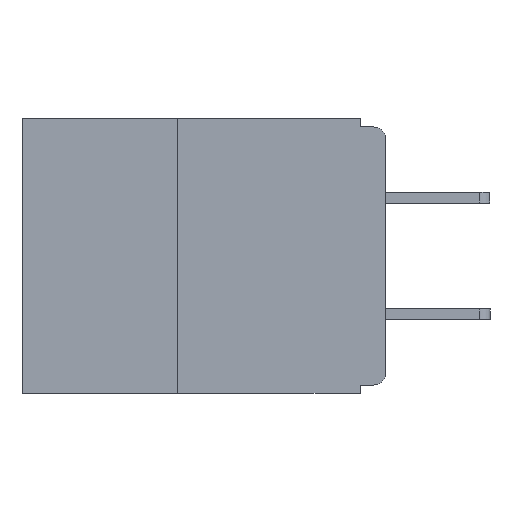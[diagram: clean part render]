
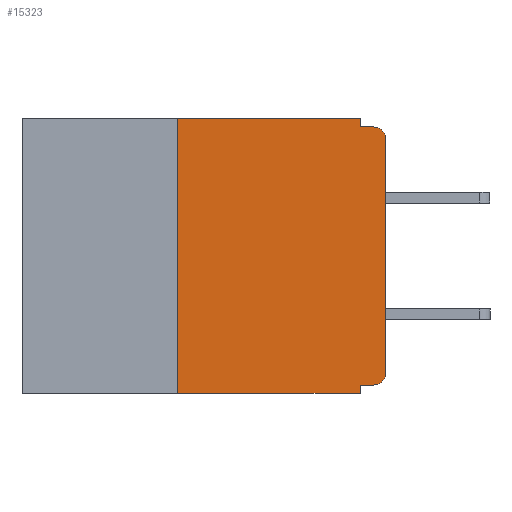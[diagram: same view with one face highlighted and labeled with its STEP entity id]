
A CAD part, left-side view. The second image highlights one B-rep face of the part: STEP entity #15323.
In plain terms, the highlighted planar face has unit normal (-1, 0, 0).
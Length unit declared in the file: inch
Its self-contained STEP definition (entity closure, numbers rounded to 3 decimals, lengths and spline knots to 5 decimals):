
#40 = DIRECTION ( 'NONE',  ( 0., 0., -1. ) ) ;
#480 = PLANE ( 'NONE',  #11434 ) ;
#580 = VECTOR ( 'NONE', #10138, 39.37008 ) ;
#1129 = DIRECTION ( 'NONE',  ( 0., 0., -1. ) ) ;
#1458 = LINE ( 'NONE', #3014, #10167 ) ;
#1871 = DIRECTION ( 'NONE',  ( 0., -1., 0. ) ) ;
#1899 = CARTESIAN_POINT ( 'NONE',  ( 0., 0.437, -0.33 ) ) ;
#2178 = DIRECTION ( 'NONE',  ( 1., 0., 0. ) ) ;
#3014 = CARTESIAN_POINT ( 'NONE',  ( 0., 0.031, -0.33 ) ) ;
#3423 = VECTOR ( 'NONE', #40, 39.37008 ) ;
#3441 = CIRCLE ( 'NONE', #7859, 0.015 ) ;
#3710 = CARTESIAN_POINT ( 'NONE',  ( 0., 0.031, -0.32 ) ) ;
#3753 = CARTESIAN_POINT ( 'NONE',  ( 0., 0., -0.01 ) ) ;
#3918 = EDGE_CURVE ( 'NONE', #14969, #4594, #14094, .T. ) ;
#4226 = LINE ( 'NONE', #12666, #12349 ) ;
#4594 = VERTEX_POINT ( 'NONE', #6985 ) ;
#4606 = CARTESIAN_POINT ( 'NONE',  ( 0., 0., -0.305 ) ) ;
#4668 = CIRCLE ( 'NONE', #12156, 0.015 ) ;
#6059 = EDGE_CURVE ( 'NONE', #16046, #6379, #4226, .T. ) ;
#6379 = VERTEX_POINT ( 'NONE', #3710 ) ;
#6874 = DIRECTION ( 'NONE',  ( 0., -1., 0. ) ) ;
#6985 = CARTESIAN_POINT ( 'NONE',  ( 0., 0.25, 0. ) ) ;
#7261 = CARTESIAN_POINT ( 'NONE',  ( 0., 0.015, -0.025 ) ) ;
#7296 = LINE ( 'NONE', #16519, #11632 ) ;
#7375 = CARTESIAN_POINT ( 'NONE',  ( 0., 0., 0. ) ) ;
#7859 = AXIS2_PLACEMENT_3D ( 'NONE', #7261, #18390, #8907 ) ;
#8061 = VERTEX_POINT ( 'NONE', #4606 ) ;
#8174 = CARTESIAN_POINT ( 'NONE',  ( 0., 0., -0.025 ) ) ;
#8300 = EDGE_CURVE ( 'NONE', #14969, #16122, #18187, .T. ) ;
#8727 = DIRECTION ( 'NONE',  ( 0., -1., 0. ) ) ;
#8907 = DIRECTION ( 'NONE',  ( 0., 0., -1. ) ) ;
#9421 = CARTESIAN_POINT ( 'NONE',  ( 0., 0.25, -0.33 ) ) ;
#9935 = VERTEX_POINT ( 'NONE', #15422 ) ;
#10138 = DIRECTION ( 'NONE',  ( 0., 0., 1. ) ) ;
#10167 = VECTOR ( 'NONE', #14360, 39.37008 ) ;
#10230 = VERTEX_POINT ( 'NONE', #8174 ) ;
#10322 = CARTESIAN_POINT ( 'NONE',  ( 0., 0.437, 0. ) ) ;
#10923 = DIRECTION ( 'NONE',  ( -1., 0., 0. ) ) ;
#11434 = AXIS2_PLACEMENT_3D ( 'NONE', #10322, #2178, #13533 ) ;
#11632 = VECTOR ( 'NONE', #6874, 39.37008 ) ;
#12078 = ORIENTED_EDGE ( 'NONE', *, *, #17614, .T. ) ;
#12156 = AXIS2_PLACEMENT_3D ( 'NONE', #20212, #10923, #1129 ) ;
#12253 = ORIENTED_EDGE ( 'NONE', *, *, #14762, .T. ) ;
#12340 = VECTOR ( 'NONE', #8727, 39.37008 ) ;
#12349 = VECTOR ( 'NONE', #12728, 39.37008 ) ;
#12609 = EDGE_CURVE ( 'NONE', #6379, #16122, #1458, .T. ) ;
#12666 = CARTESIAN_POINT ( 'NONE',  ( 0., 0., -0.32 ) ) ;
#12728 = DIRECTION ( 'NONE',  ( 0., 1., 0. ) ) ;
#12761 = ORIENTED_EDGE ( 'NONE', *, *, #14055, .F. ) ;
#12763 = FACE_OUTER_BOUND ( 'NONE', #17556, .T. ) ;
#12836 = CARTESIAN_POINT ( 'NONE',  ( 0., 0.015, -0.01 ) ) ;
#12852 = ORIENTED_EDGE ( 'NONE', *, *, #15179, .F. ) ;
#12893 = ORIENTED_EDGE ( 'NONE', *, *, #18056, .F. ) ;
#12992 = CARTESIAN_POINT ( 'NONE',  ( 0., 0.031, -0.01 ) ) ;
#13172 = CARTESIAN_POINT ( 'NONE',  ( 0., 0.031, -0.33 ) ) ;
#13533 = DIRECTION ( 'NONE',  ( 0., 0., -1. ) ) ;
#14039 = VECTOR ( 'NONE', #1871, 39.37008 ) ;
#14055 = EDGE_CURVE ( 'NONE', #14496, #17235, #20539, .T. ) ;
#14094 = LINE ( 'NONE', #17033, #580 ) ;
#14360 = DIRECTION ( 'NONE',  ( 0., 0., -1. ) ) ;
#14496 = VERTEX_POINT ( 'NONE', #12992 ) ;
#14716 = ORIENTED_EDGE ( 'NONE', *, *, #3918, .F. ) ;
#14762 = EDGE_CURVE ( 'NONE', #10230, #17235, #3441, .T. ) ;
#14969 = VERTEX_POINT ( 'NONE', #9421 ) ;
#15179 = EDGE_CURVE ( 'NONE', #9935, #14496, #16311, .T. ) ;
#15218 = ORIENTED_EDGE ( 'NONE', *, *, #8300, .T. ) ;
#15323 = ADVANCED_FACE ( 'NONE', ( #12763 ), #480, .F. ) ;
#15422 = CARTESIAN_POINT ( 'NONE',  ( 0., 0.031, 0. ) ) ;
#15465 = ORIENTED_EDGE ( 'NONE', *, *, #12609, .F. ) ;
#15854 = ORIENTED_EDGE ( 'NONE', *, *, #6059, .F. ) ;
#16046 = VERTEX_POINT ( 'NONE', #16190 ) ;
#16108 = VECTOR ( 'NONE', #19981, 39.37008 ) ;
#16122 = VERTEX_POINT ( 'NONE', #13172 ) ;
#16190 = CARTESIAN_POINT ( 'NONE',  ( 0., 0.015, -0.32 ) ) ;
#16311 = LINE ( 'NONE', #17817, #3423 ) ;
#16519 = CARTESIAN_POINT ( 'NONE',  ( 0., 0.437, 0. ) ) ;
#17033 = CARTESIAN_POINT ( 'NONE',  ( 0., 0.25, -0.33 ) ) ;
#17235 = VERTEX_POINT ( 'NONE', #12836 ) ;
#17385 = ORIENTED_EDGE ( 'NONE', *, *, #19858, .T. ) ;
#17556 = EDGE_LOOP ( 'NONE', ( #12078, #12253, #12761, #12852, #12893, #14716, #15218, #15465, #15854, #17385 ) ) ;
#17614 = EDGE_CURVE ( 'NONE', #8061, #10230, #20549, .T. ) ;
#17817 = CARTESIAN_POINT ( 'NONE',  ( 0., 0.031, 0. ) ) ;
#18056 = EDGE_CURVE ( 'NONE', #4594, #9935, #7296, .T. ) ;
#18187 = LINE ( 'NONE', #1899, #14039 ) ;
#18390 = DIRECTION ( 'NONE',  ( -1., 0., 0. ) ) ;
#19858 = EDGE_CURVE ( 'NONE', #16046, #8061, #4668, .T. ) ;
#19981 = DIRECTION ( 'NONE',  ( 0., 0., 1. ) ) ;
#20212 = CARTESIAN_POINT ( 'NONE',  ( 0., 0.015, -0.305 ) ) ;
#20539 = LINE ( 'NONE', #3753, #12340 ) ;
#20549 = LINE ( 'NONE', #7375, #16108 ) ;
